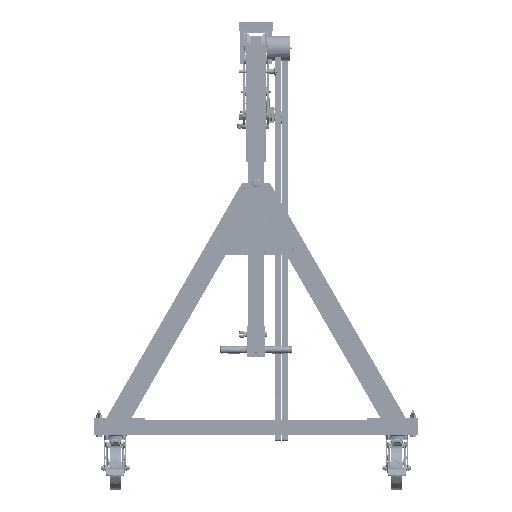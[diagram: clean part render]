
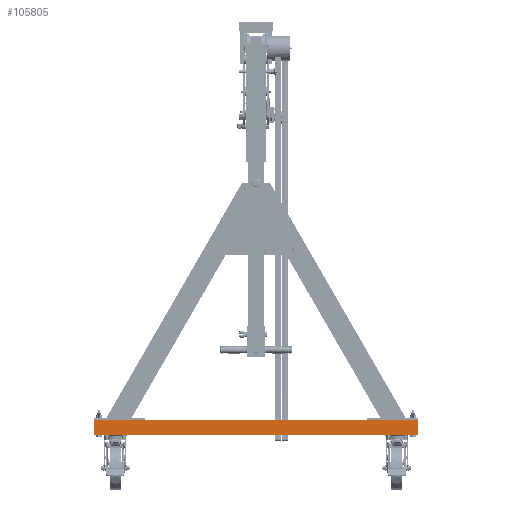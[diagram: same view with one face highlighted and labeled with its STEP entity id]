
A CAD part, left-side view. The second image highlights one B-rep face of the part: STEP entity #105805.
In plain terms, the highlighted planar face has unit normal (-1, 0, 0).
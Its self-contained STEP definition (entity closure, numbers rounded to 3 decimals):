
#14629=FACE_OUTER_BOUND('',#20853,.T.);
#20853=EDGE_LOOP('',(#79059,#79060,#79061,#79062,#79063,#79064,#79065,#79066));
#27780=LINE('',#200683,#34835);
#27791=LINE('',#200706,#34846);
#27797=LINE('',#200722,#34852);
#27804=LINE('',#200738,#34859);
#27810=LINE('',#200753,#34865);
#27816=LINE('',#200769,#34871);
#27818=LINE('',#200772,#34873);
#27819=LINE('',#200773,#34874);
#34835=VECTOR('',#131039,10.);
#34846=VECTOR('',#131052,10.);
#34852=VECTOR('',#131064,10.);
#34859=VECTOR('',#131079,10.);
#34865=VECTOR('',#131091,10.);
#34871=VECTOR('',#131103,10.);
#34873=VECTOR('',#131107,90.);
#34874=VECTOR('',#131108,90.);
#43311=VERTEX_POINT('',#200680);
#43312=VERTEX_POINT('',#200682);
#43321=VERTEX_POINT('',#200702);
#43323=VERTEX_POINT('',#200705);
#43328=VERTEX_POINT('',#200716);
#43330=VERTEX_POINT('',#200720);
#43347=VERTEX_POINT('',#200766);
#43348=VERTEX_POINT('',#200768);
#55987=EDGE_CURVE('',#43311,#43312,#27780,.T.);
#55998=EDGE_CURVE('',#43323,#43321,#27791,.T.);
#56006=EDGE_CURVE('',#43328,#43330,#27797,.T.);
#56015=EDGE_CURVE('',#43311,#43323,#27804,.T.);
#56023=EDGE_CURVE('',#43330,#43312,#27810,.T.);
#56031=EDGE_CURVE('',#43348,#43347,#27816,.T.);
#56033=EDGE_CURVE('',#43348,#43321,#27818,.T.);
#56034=EDGE_CURVE('',#43328,#43347,#27819,.T.);
#79059=ORIENTED_EDGE('',*,*,#56015,.T.);
#79060=ORIENTED_EDGE('',*,*,#55998,.T.);
#79061=ORIENTED_EDGE('',*,*,#56033,.F.);
#79062=ORIENTED_EDGE('',*,*,#56031,.T.);
#79063=ORIENTED_EDGE('',*,*,#56034,.F.);
#79064=ORIENTED_EDGE('',*,*,#56006,.T.);
#79065=ORIENTED_EDGE('',*,*,#56023,.T.);
#79066=ORIENTED_EDGE('',*,*,#55987,.F.);
#95484=PLANE('',#113554);
#105805=ADVANCED_FACE('',(#14629),#95484,.T.);
#113554=AXIS2_PLACEMENT_3D('',#200771,#131105,#131106);
#131039=DIRECTION('',(0.,-1.,0.));
#131052=DIRECTION('',(0.,-1.,0.));
#131064=DIRECTION('',(0.,-1.,0.));
#131079=DIRECTION('',(0.,0.,-1.));
#131091=DIRECTION('',(0.,0.,1.));
#131103=DIRECTION('',(0.,-1.,0.));
#131105=DIRECTION('center_axis',(-1.,0.,0.));
#131106=DIRECTION('ref_axis',(0.,-1.,0.));
#131107=DIRECTION('',(0.,1.,0.));
#131108=DIRECTION('',(0.,1.,0.));
#200680=CARTESIAN_POINT('',(-70.,744.,-1696.202));
#200682=CARTESIAN_POINT('',(-70.,-744.,-1696.202));
#200683=CARTESIAN_POINT('',(-70.,0.,-1696.202));
#200702=CARTESIAN_POINT('',(-70.,700.,-1763.202));
#200705=CARTESIAN_POINT('',(-70.,744.,-1763.202));
#200706=CARTESIAN_POINT('',(-70.,0.,-1763.202));
#200716=CARTESIAN_POINT('',(-70.,-700.,-1763.202));
#200720=CARTESIAN_POINT('',(-70.,-744.,-1763.202));
#200722=CARTESIAN_POINT('',(-70.,0.,-1763.202));
#200738=CARTESIAN_POINT('',(-70.,744.,-1760.202));
#200753=CARTESIAN_POINT('',(-70.,-744.,-1760.202));
#200766=CARTESIAN_POINT('',(-70.,-590.,-1763.202));
#200768=CARTESIAN_POINT('',(-70.,590.,-1763.202));
#200769=CARTESIAN_POINT('',(-70.,0.,-1763.202));
#200771=CARTESIAN_POINT('Origin',(-70.,0.,-1760.202));
#200772=CARTESIAN_POINT('',(-70.,600.,-1763.202));
#200773=CARTESIAN_POINT('',(-70.,-690.,-1763.202));
